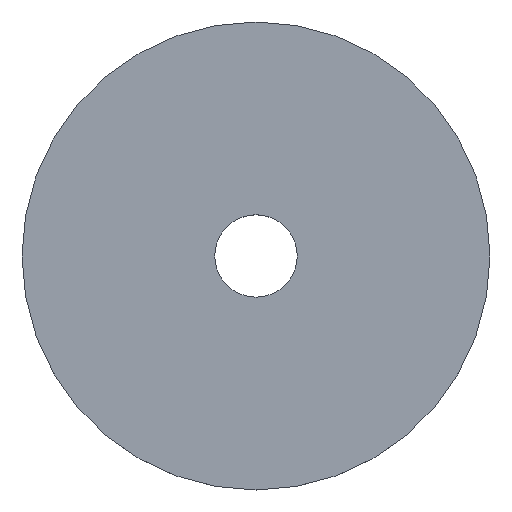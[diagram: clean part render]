
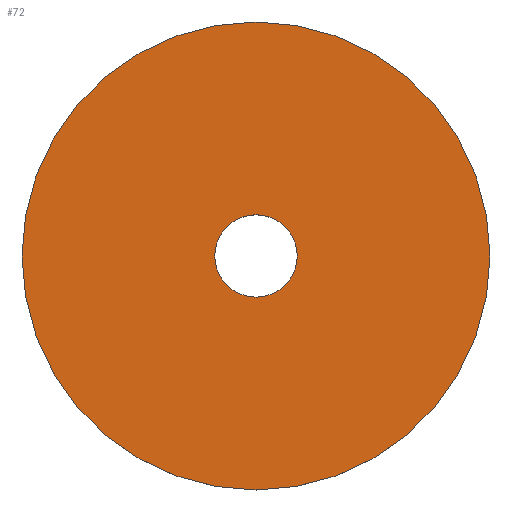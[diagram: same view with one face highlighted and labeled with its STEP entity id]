
A CAD part, top view. The second image highlights one B-rep face of the part: STEP entity #72.
In plain terms, the highlighted planar face has unit normal (0, 0, 1).
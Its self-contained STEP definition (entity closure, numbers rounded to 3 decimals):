
#2 = AXIS2_PLACEMENT_3D ( 'NONE', #117, #167, #55 ) ;
#11 = ORIENTED_EDGE ( 'NONE', *, *, #131, .F. ) ;
#19 = CARTESIAN_POINT ( 'NONE',  ( 0., 0., 3. ) ) ;
#23 = FACE_BOUND ( 'NONE', #136, .T. ) ;
#25 = CARTESIAN_POINT ( 'NONE',  ( 0., 0., 3. ) ) ;
#37 = VERTEX_POINT ( 'NONE', #114 ) ;
#43 = ORIENTED_EDGE ( 'NONE', *, *, #77, .T. ) ;
#45 = CIRCLE ( 'NONE', #124, 62.5 ) ;
#49 = DIRECTION ( 'NONE',  ( 0., 0., -1. ) ) ;
#53 = CIRCLE ( 'NONE', #158, 11. ) ;
#55 = DIRECTION ( 'NONE',  ( 0., -1., 0. ) ) ;
#64 = CARTESIAN_POINT ( 'NONE',  ( 0., 11., 3. ) ) ;
#68 = PLANE ( 'NONE',  #2 ) ;
#72 = ADVANCED_FACE ( 'NONE', ( #23, #165 ), #68, .T. ) ;
#77 = EDGE_CURVE ( 'NONE', #79, #79, #53, .T. ) ;
#78 = DIRECTION ( 'NONE',  ( 0., 1., 0. ) ) ;
#79 = VERTEX_POINT ( 'NONE', #64 ) ;
#93 = EDGE_LOOP ( 'NONE', ( #11 ) ) ;
#114 = CARTESIAN_POINT ( 'NONE',  ( 0., 62.5, 3. ) ) ;
#115 = DIRECTION ( 'NONE',  ( 0., 1., 0. ) ) ;
#117 = CARTESIAN_POINT ( 'NONE',  ( 0., 11., 3. ) ) ;
#124 = AXIS2_PLACEMENT_3D ( 'NONE', #19, #125, #78 ) ;
#125 = DIRECTION ( 'NONE',  ( 0., 0., -1. ) ) ;
#131 = EDGE_CURVE ( 'NONE', #37, #37, #45, .T. ) ;
#136 = EDGE_LOOP ( 'NONE', ( #43 ) ) ;
#158 = AXIS2_PLACEMENT_3D ( 'NONE', #25, #49, #115 ) ;
#165 = FACE_OUTER_BOUND ( 'NONE', #93, .T. ) ;
#167 = DIRECTION ( 'NONE',  ( 0., 0., 1. ) ) ;
